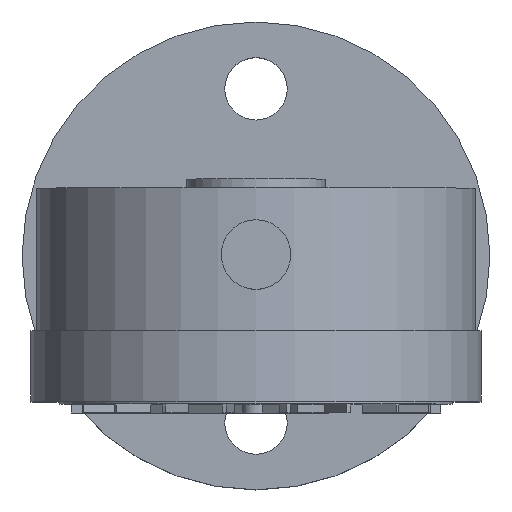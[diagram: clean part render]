
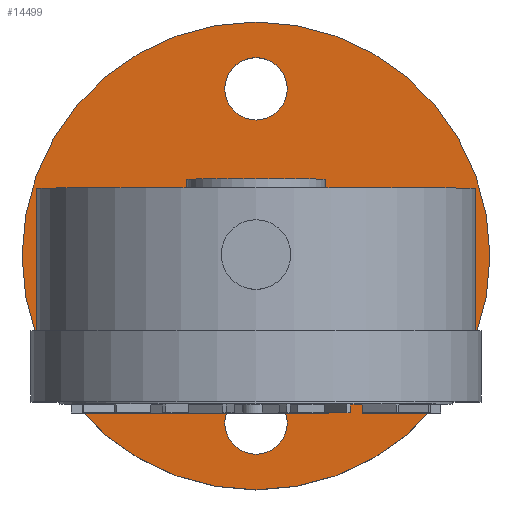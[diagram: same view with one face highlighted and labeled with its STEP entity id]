
A CAD part, top view. The second image highlights one B-rep face of the part: STEP entity #14499.
In plain terms, the highlighted planar face has unit normal (0, 0, 1).
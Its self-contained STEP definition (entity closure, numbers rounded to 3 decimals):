
#60=CIRCLE('',#15335,7.);
#62=CIRCLE('',#15338,7.);
#64=CIRCLE('',#15341,7.);
#66=CIRCLE('',#15344,7.);
#68=CIRCLE('',#15347,7.);
#70=CIRCLE('',#15350,7.);
#72=CIRCLE('',#15353,7.);
#74=CIRCLE('',#15356,7.);
#76=CIRCLE('',#15359,52.5);
#78=CIRCLE('',#15362,52.5);
#167=FACE_BOUND('',#1750,.T.);
#168=FACE_BOUND('',#1751,.T.);
#169=FACE_BOUND('',#1752,.T.);
#170=FACE_BOUND('',#1753,.T.);
#959=FACE_OUTER_BOUND('',#1749,.T.);
#1749=EDGE_LOOP('',(#12801,#12802));
#1750=EDGE_LOOP('',(#12803,#12804));
#1751=EDGE_LOOP('',(#12805,#12806));
#1752=EDGE_LOOP('',(#12807,#12808));
#1753=EDGE_LOOP('',(#12809,#12810));
#6926=VERTEX_POINT('',#22923);
#6927=VERTEX_POINT('',#22924);
#6930=VERTEX_POINT('',#22935);
#6931=VERTEX_POINT('',#22936);
#6934=VERTEX_POINT('',#22947);
#6935=VERTEX_POINT('',#22948);
#6938=VERTEX_POINT('',#22959);
#6939=VERTEX_POINT('',#22960);
#6942=VERTEX_POINT('',#22971);
#6943=VERTEX_POINT('',#22972);
#8879=EDGE_CURVE('',#6926,#6927,#60,.T.);
#8883=EDGE_CURVE('',#6927,#6926,#62,.T.);
#8885=EDGE_CURVE('',#6930,#6931,#64,.T.);
#8889=EDGE_CURVE('',#6931,#6930,#66,.T.);
#8891=EDGE_CURVE('',#6934,#6935,#68,.T.);
#8895=EDGE_CURVE('',#6935,#6934,#70,.T.);
#8897=EDGE_CURVE('',#6938,#6939,#72,.T.);
#8901=EDGE_CURVE('',#6939,#6938,#74,.T.);
#8903=EDGE_CURVE('',#6942,#6943,#76,.T.);
#8907=EDGE_CURVE('',#6943,#6942,#78,.T.);
#12801=ORIENTED_EDGE('',*,*,#8907,.T.);
#12802=ORIENTED_EDGE('',*,*,#8903,.T.);
#12803=ORIENTED_EDGE('',*,*,#8901,.T.);
#12804=ORIENTED_EDGE('',*,*,#8897,.T.);
#12805=ORIENTED_EDGE('',*,*,#8895,.T.);
#12806=ORIENTED_EDGE('',*,*,#8891,.T.);
#12807=ORIENTED_EDGE('',*,*,#8889,.T.);
#12808=ORIENTED_EDGE('',*,*,#8885,.T.);
#12809=ORIENTED_EDGE('',*,*,#8883,.T.);
#12810=ORIENTED_EDGE('',*,*,#8879,.T.);
#13748=PLANE('',#15365);
#14499=ADVANCED_FACE('',(#959,#167,#168,#169,#170),#13748,.T.);
#15335=AXIS2_PLACEMENT_3D('',#22925,#18724,#18725);
#15338=AXIS2_PLACEMENT_3D('',#22932,#18732,#18733);
#15341=AXIS2_PLACEMENT_3D('',#22937,#18738,#18739);
#15344=AXIS2_PLACEMENT_3D('',#22944,#18746,#18747);
#15347=AXIS2_PLACEMENT_3D('',#22949,#18752,#18753);
#15350=AXIS2_PLACEMENT_3D('',#22956,#18760,#18761);
#15353=AXIS2_PLACEMENT_3D('',#22961,#18766,#18767);
#15356=AXIS2_PLACEMENT_3D('',#22968,#18774,#18775);
#15359=AXIS2_PLACEMENT_3D('',#22973,#18780,#18781);
#15362=AXIS2_PLACEMENT_3D('',#22980,#18788,#18789);
#15365=AXIS2_PLACEMENT_3D('',#22983,#18794,#18795);
#18724=DIRECTION('center_axis',(0.,0.,-1.));
#18725=DIRECTION('ref_axis',(1.,0.,0.));
#18732=DIRECTION('center_axis',(0.,0.,-1.));
#18733=DIRECTION('ref_axis',(1.,0.,0.));
#18738=DIRECTION('center_axis',(0.,0.,-1.));
#18739=DIRECTION('ref_axis',(1.,0.,0.));
#18746=DIRECTION('center_axis',(0.,0.,-1.));
#18747=DIRECTION('ref_axis',(1.,0.,0.));
#18752=DIRECTION('center_axis',(0.,0.,-1.));
#18753=DIRECTION('ref_axis',(1.,0.,0.));
#18760=DIRECTION('center_axis',(0.,0.,-1.));
#18761=DIRECTION('ref_axis',(1.,0.,0.));
#18766=DIRECTION('center_axis',(0.,0.,-1.));
#18767=DIRECTION('ref_axis',(1.,0.,0.));
#18774=DIRECTION('center_axis',(0.,0.,-1.));
#18775=DIRECTION('ref_axis',(1.,0.,0.));
#18780=DIRECTION('center_axis',(0.,0.,1.));
#18781=DIRECTION('ref_axis',(1.,0.,0.));
#18788=DIRECTION('center_axis',(0.,0.,1.));
#18789=DIRECTION('ref_axis',(1.,0.,0.));
#18794=DIRECTION('center_axis',(0.,0.,1.));
#18795=DIRECTION('ref_axis',(0.,1.,0.));
#22923=CARTESIAN_POINT('',(6.997,-28.497,667.));
#22924=CARTESIAN_POINT('',(-7.003,-28.497,667.));
#22925=CARTESIAN_POINT('Origin',(-0.003,-28.497,
667.));
#22932=CARTESIAN_POINT('Origin',(-0.003,-28.497,
667.));
#22935=CARTESIAN_POINT('',(6.997,46.503,667.));
#22936=CARTESIAN_POINT('',(-7.003,46.503,667.));
#22937=CARTESIAN_POINT('Origin',(-0.003,46.503,
667.));
#22944=CARTESIAN_POINT('Origin',(-0.003,46.503,
667.));
#22947=CARTESIAN_POINT('',(-30.503,9.003,667.));
#22948=CARTESIAN_POINT('',(-44.503,9.003,667.));
#22949=CARTESIAN_POINT('Origin',(-37.503,9.003,667.));
#22956=CARTESIAN_POINT('Origin',(-37.503,9.003,667.));
#22959=CARTESIAN_POINT('',(44.497,9.003,667.));
#22960=CARTESIAN_POINT('',(30.497,9.003,667.));
#22961=CARTESIAN_POINT('Origin',(37.497,9.003,667.));
#22968=CARTESIAN_POINT('Origin',(37.497,9.003,667.));
#22971=CARTESIAN_POINT('',(52.497,9.003,667.));
#22972=CARTESIAN_POINT('',(-52.503,9.003,667.));
#22973=CARTESIAN_POINT('Origin',(-0.003,9.003,
667.));
#22980=CARTESIAN_POINT('Origin',(-0.003,9.003,
667.));
#22983=CARTESIAN_POINT('Origin',(52.497,9.003,667.));
